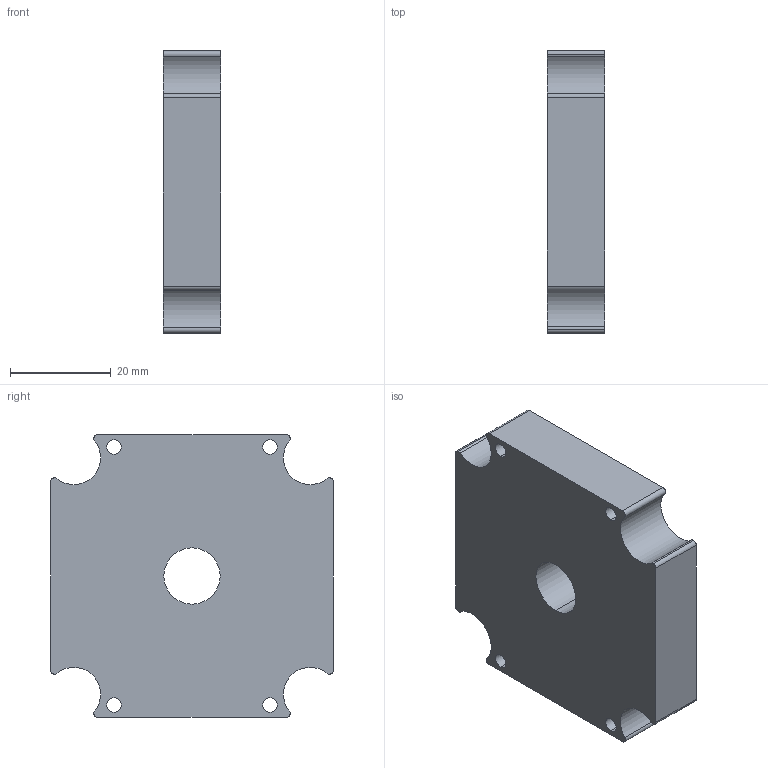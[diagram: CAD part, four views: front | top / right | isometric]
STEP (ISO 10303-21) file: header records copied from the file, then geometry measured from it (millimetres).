
FILE_DESCRIPTION (( 'STEP AP214' ), '1' );
FILE_NAME ('476746 - Nema 23 End Plate.step', '2019-11-11T12:24:14', ( '' ), ( '' ), 'SwSTEP 2.0', 'SolidWorks 2019', '' );
FILE_SCHEMA (( 'AUTOMOTIVE_DESIGN' ));
Length unit declared in the file: inch
Products named in the file (1): 476746 - Nema 23 End Plate
Bounding box: 11.35 x 56.18 x 56.18 mm (x, y, z)
Volume: 30479.2 mm3; surface area: 8751.1 mm2
Topology: 1 solids, 1 shells, 32 faces, 90 edges, 60 vertices
Faces by surface type: cylinder 26, plane 6
Entity records: 1230 total; most frequent: DIRECTION 208, CARTESIAN_POINT 183, ORIENTED_EDGE 180, EDGE_CURVE 90, AXIS2_PLACEMENT_3D 85, VERTEX_POINT 60, CIRCLE 52, EDGE_LOOP 42
